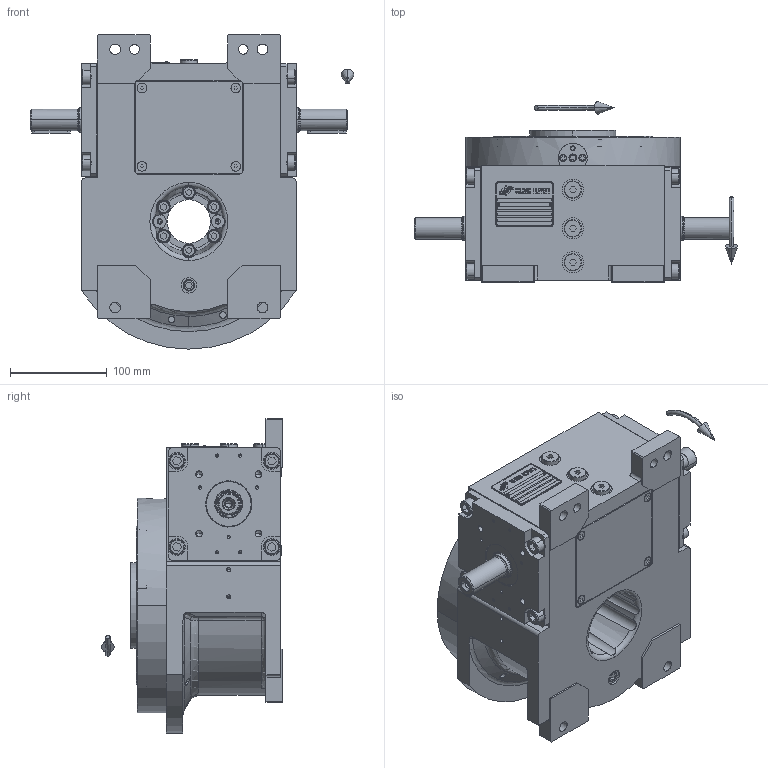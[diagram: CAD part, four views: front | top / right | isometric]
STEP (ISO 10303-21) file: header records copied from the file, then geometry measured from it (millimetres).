
FILE_DESCRIPTION (( 'STEP AP203' ), '1' );
FILE_NAME ('PC5200606.step', '2024-09-10T10:27:26', ( '' ), ( '' ), 'SwSTEP 2.0', 'SolidWorks 2020', '' );
FILE_SCHEMA (( 'CONFIG_CONTROL_DESIGN' ));
Length unit declared in the file: millimetre
Products named in the file (77): cfn2128_04_004; olio_agip_blasia_150; cfn2107_01_001; freccia_angolare; cfn2115_02_182; AS_rig06_004_s_001; cfn2128_19_002; CFN2104_02_017.stp; cfn2000_01_124; CFN2010_01_012.stp; AS_rig06_017; cfn2155_01_056; AS_rig06_016; cfn2000_01_103; cfn2003_01_054; rig06_071_12_m_asm.stp; cfn2000_01_126; cfn2205_01_013; cfn2115_02_165; RIG06_021_AF0.stp; CFN2203_02_001.stp; cfn2201_01_040; cfn2151_01_109; freccia_angolare_albero; rig06_004_s_001; cfn2070_05_005; rig06_005_n_01; rig06_007_master; cfn2104_01_016; cfn2158_01_010; rig06_003_12; AS_rig06_071_12_m; cfn2155_01_303; RIG06_005_ASM.stp; cfn2151_01_090; rig06_004; cfn2276_01_074; cfn2158_01_011; cfn2077_01_018; AS_rig06_004 ...
Assembly tree (69 placements, depth 5):
  olio_agip_blasia_150
  CFN2010_01_012.stp
  cfn2205_01_013
  cfn2115_02_165
  CFN2203_02_001.stp
Bounding box: 334.5 x 187 x 325 mm (x, y, z)
Volume: 2306168.8 mm3; surface area: 755561.1 mm2
Topology: 61 solids, 61 shells, 1998 faces, 4958 edges, 3172 vertices
Faces by surface type: plane 1008, cylinder 642, cone 314, torus 22, bspline 6, sphere 6
Entity records: 68021 total; most frequent: CARTESIAN_POINT 14910, DIRECTION 9499, ORIENTED_EDGE 9142, EDGE_CURVE 4571, AXIS2_PLACEMENT_3D 3275, VERTEX_POINT 2981, LINE 2949, VECTOR 2949
